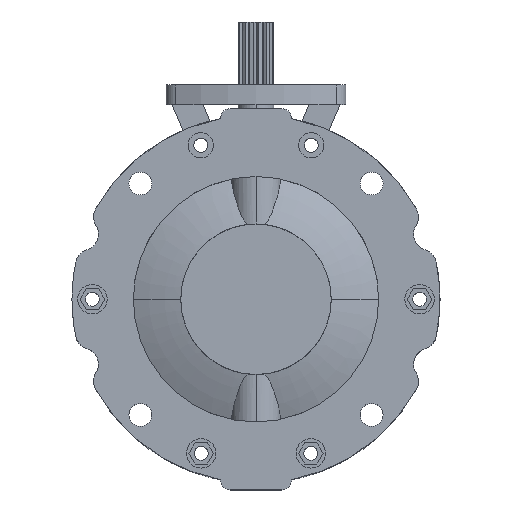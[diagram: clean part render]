
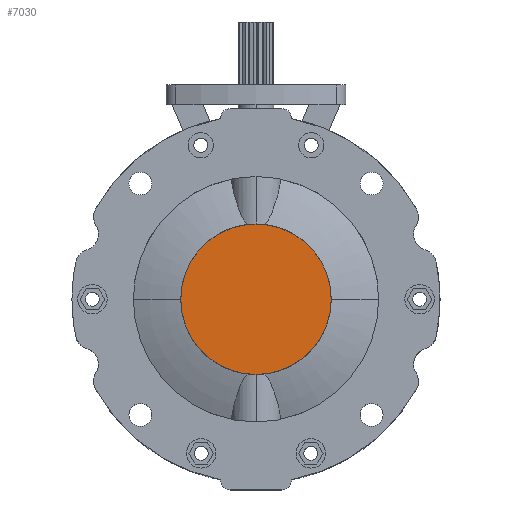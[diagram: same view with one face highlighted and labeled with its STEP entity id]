
A CAD part, top view. The second image highlights one B-rep face of the part: STEP entity #7030.
In plain terms, the highlighted planar face has unit normal (0, 0, 1).
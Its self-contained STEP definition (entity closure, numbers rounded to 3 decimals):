
#171 = PLANE ( 'NONE',  #7058 ) ;
#214 = VERTEX_POINT ( 'NONE', #2156 ) ;
#924 = AXIS2_PLACEMENT_3D ( 'NONE', #5902, #10517, #10452 ) ;
#2156 = CARTESIAN_POINT ( 'NONE',  ( -46., 0., 17. ) ) ;
#2487 = DIRECTION ( 'NONE',  ( 0., 0., 1. ) ) ;
#3286 = EDGE_CURVE ( 'NONE', #214, #7831, #13837, .T. ) ;
#4165 = ORIENTED_EDGE ( 'NONE', *, *, #3286, .F. ) ;
#4452 = ORIENTED_EDGE ( 'NONE', *, *, #13356, .F. ) ;
#5902 = CARTESIAN_POINT ( 'NONE',  ( 0., 0., 17. ) ) ;
#7030 = ADVANCED_FACE ( 'NONE', ( #9490 ), #171, .T. ) ;
#7058 = AXIS2_PLACEMENT_3D ( 'NONE', #8276, #2487, #12994 ) ;
#7720 = DIRECTION ( 'NONE',  ( -1., 0., 0. ) ) ;
#7831 = VERTEX_POINT ( 'NONE', #11655 ) ;
#8233 = AXIS2_PLACEMENT_3D ( 'NONE', #14579, #12491, #7720 ) ;
#8276 = CARTESIAN_POINT ( 'NONE',  ( -46., 0., 17. ) ) ;
#8962 = CIRCLE ( 'NONE', #8233, 46. ) ;
#9490 = FACE_OUTER_BOUND ( 'NONE', #9614, .T. ) ;
#9614 = EDGE_LOOP ( 'NONE', ( #4165, #4452 ) ) ;
#10452 = DIRECTION ( 'NONE',  ( -1., 0., 0. ) ) ;
#10517 = DIRECTION ( 'NONE',  ( 0., 0., -1. ) ) ;
#11655 = CARTESIAN_POINT ( 'NONE',  ( 46., 0., 17. ) ) ;
#12491 = DIRECTION ( 'NONE',  ( 0., 0., -1. ) ) ;
#12994 = DIRECTION ( 'NONE',  ( 1., 0., 0. ) ) ;
#13356 = EDGE_CURVE ( 'NONE', #7831, #214, #8962, .T. ) ;
#13837 = CIRCLE ( 'NONE', #924, 46. ) ;
#14579 = CARTESIAN_POINT ( 'NONE',  ( 0., 0., 17. ) ) ;
